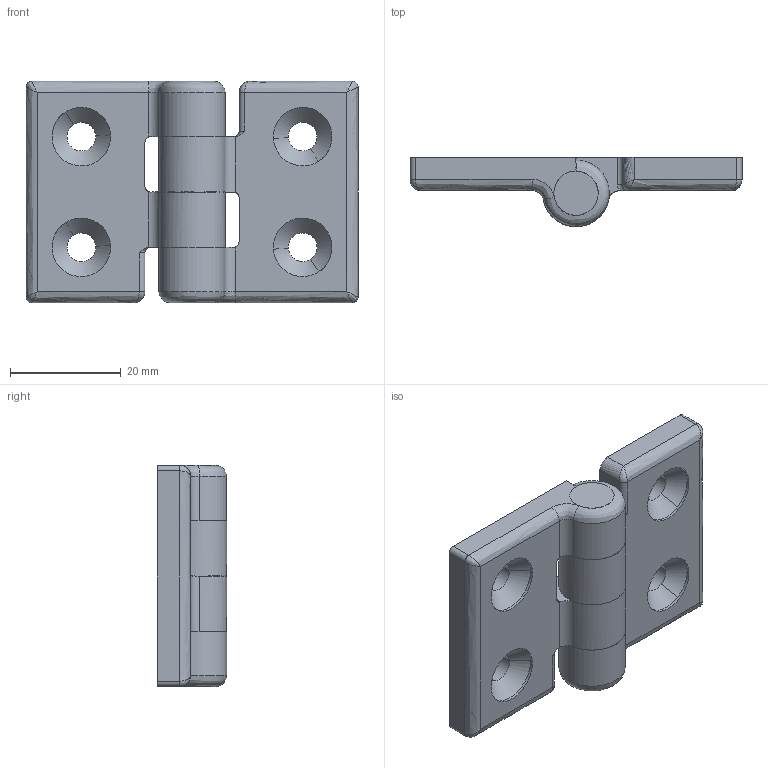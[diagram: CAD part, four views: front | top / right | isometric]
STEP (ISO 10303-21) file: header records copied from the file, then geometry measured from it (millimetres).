
FILE_DESCRIPTION((''),'2;1');
FILE_NAME('','2006-09-07T18:48:34',(''),(''),'','CADfix','');
FILE_SCHEMA(('AUTOMOTIVE_DESIGN'));
Length unit declared in the file: millimetre
Products named in the file (4): cap; hinge pieces; shaft; TH_141_2_27706_36
Assembly tree (5 placements, depth 2):
  TH_141_2_27706_36
    cap  x2
    hinge pieces  x2
    shaft
Bounding box: 60 x 12.5 x 40 mm (x, y, z)
Volume: 12616.6 mm3; surface area: 11170.7 mm2
Topology: 5 solids, 5 shells, 198 faces, 568 edges, 388 vertices
Faces by surface type: bspline 198
Entity records: 3575 total; most frequent: CARTESIAN_POINT 1852, ORIENTED_EDGE 572, EDGE_CURVE 286, VERTEX_POINT 198, QUASI_UNIFORM_CURVE 153, EDGE_LOOP 116, FACE_OUTER_BOUND 101, ADVANCED_FACE 101
